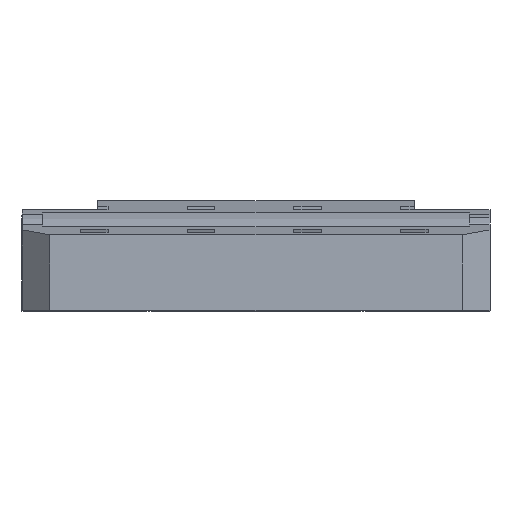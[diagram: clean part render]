
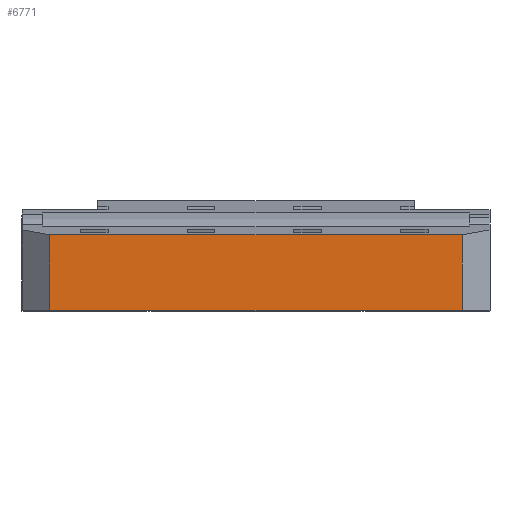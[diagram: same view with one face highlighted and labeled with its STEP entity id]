
A CAD part, top view. The second image highlights one B-rep face of the part: STEP entity #6771.
In plain terms, the highlighted planar face has unit normal (0, 0, 1).
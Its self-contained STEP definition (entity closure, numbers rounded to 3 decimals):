
#144 = DIRECTION ( 'NONE',  ( 1., 0., 0. ) ) ;
#536 = PLANE ( 'NONE',  #2437 ) ;
#904 = EDGE_CURVE ( 'NONE', #5657, #10342, #9575, .T. ) ;
#958 = VECTOR ( 'NONE', #144, 1000. ) ;
#1219 = DIRECTION ( 'NONE',  ( -1., 0., 0. ) ) ;
#1432 = EDGE_LOOP ( 'NONE', ( #3875, #6694, #5061, #5409 ) ) ;
#1891 = CARTESIAN_POINT ( 'NONE',  ( 30., 11., 35. ) ) ;
#2247 = FACE_OUTER_BOUND ( 'NONE', #1432, .T. ) ;
#2437 = AXIS2_PLACEMENT_3D ( 'NONE', #7493, #3802, #2758 ) ;
#2578 = VECTOR ( 'NONE', #3670, 1000. ) ;
#2758 = DIRECTION ( 'NONE',  ( 1., 0., 0. ) ) ;
#3117 = CARTESIAN_POINT ( 'NONE',  ( 0., 0., 35. ) ) ;
#3670 = DIRECTION ( 'NONE',  ( 0., -1., 0. ) ) ;
#3802 = DIRECTION ( 'NONE',  ( 0., 0., 1. ) ) ;
#3875 = ORIENTED_EDGE ( 'NONE', *, *, #904, .F. ) ;
#4682 = CARTESIAN_POINT ( 'NONE',  ( -30., 16., 35. ) ) ;
#4785 = CARTESIAN_POINT ( 'NONE',  ( -62.541, 11., 35. ) ) ;
#5039 = LINE ( 'NONE', #7539, #2578 ) ;
#5061 = ORIENTED_EDGE ( 'NONE', *, *, #9443, .F. ) ;
#5409 = ORIENTED_EDGE ( 'NONE', *, *, #6009, .F. ) ;
#5490 = CARTESIAN_POINT ( 'NONE',  ( -30., 11., 35. ) ) ;
#5657 = VERTEX_POINT ( 'NONE', #5490 ) ;
#6009 = EDGE_CURVE ( 'NONE', #10342, #8857, #5039, .T. ) ;
#6694 = ORIENTED_EDGE ( 'NONE', *, *, #10743, .T. ) ;
#6771 = ADVANCED_FACE ( 'NONE', ( #2247 ), #536, .T. ) ;
#7049 = VECTOR ( 'NONE', #1219, 1000. ) ;
#7075 = CARTESIAN_POINT ( 'NONE',  ( 30., 0., 35. ) ) ;
#7493 = CARTESIAN_POINT ( 'NONE',  ( 0., 16., 35. ) ) ;
#7539 = CARTESIAN_POINT ( 'NONE',  ( 30., 16., 35. ) ) ;
#7835 = LINE ( 'NONE', #3117, #7049 ) ;
#8392 = LINE ( 'NONE', #4682, #9180 ) ;
#8559 = VERTEX_POINT ( 'NONE', #10519 ) ;
#8857 = VERTEX_POINT ( 'NONE', #7075 ) ;
#9180 = VECTOR ( 'NONE', #10690, 1000. ) ;
#9443 = EDGE_CURVE ( 'NONE', #8857, #8559, #7835, .T. ) ;
#9575 = LINE ( 'NONE', #4785, #958 ) ;
#10342 = VERTEX_POINT ( 'NONE', #1891 ) ;
#10519 = CARTESIAN_POINT ( 'NONE',  ( -30., 0., 35. ) ) ;
#10690 = DIRECTION ( 'NONE',  ( 0., -1., 0. ) ) ;
#10743 = EDGE_CURVE ( 'NONE', #5657, #8559, #8392, .T. ) ;
